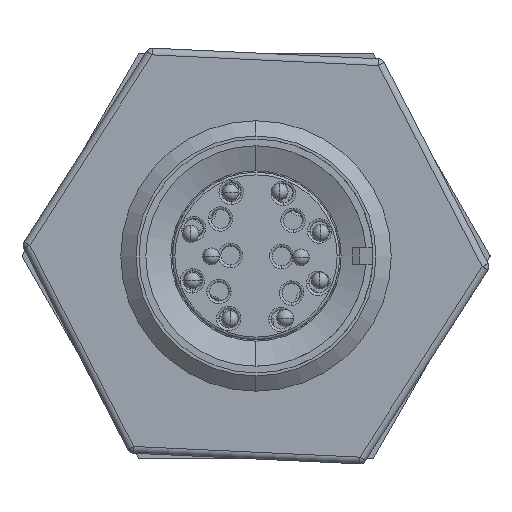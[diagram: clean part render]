
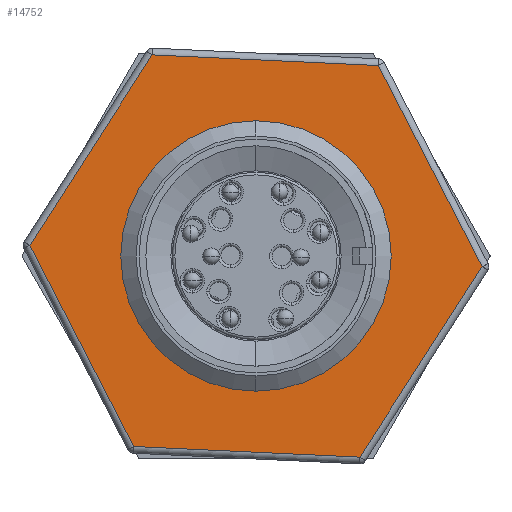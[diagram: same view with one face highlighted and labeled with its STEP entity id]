
A CAD part, left-side view. The second image highlights one B-rep face of the part: STEP entity #14752.
In plain terms, the highlighted planar face has unit normal (-1, 0, 0).
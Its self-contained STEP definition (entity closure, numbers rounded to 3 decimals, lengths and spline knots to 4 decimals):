
#1209 = FACE_OUTER_BOUND ( 'NONE', #3576, .T. ) ;
#1214 = FACE_BOUND ( 'NONE', #3816, .T. ) ;
#2454 = AXIS2_PLACEMENT_3D ( 'NONE', #37132, #37133, #37134 ) ;
#3576 = EDGE_LOOP ( 'NONE', ( #46124, #46125, #46126, #46127, #46128, #46129 ) ) ;
#3816 = EDGE_LOOP ( 'NONE', ( #46122, #46123 ) ) ;
#13137 = AXIS2_PLACEMENT_3D ( 'NONE', #23645, #23646, #23647 ) ;
#14752 = ADVANCED_FACE ( 'NONE', ( #1214, #1209 ), #32148, .T. ) ;
#20835 = LINE ( 'NONE', #36627, #20846 ) ;
#20846 = VECTOR ( 'NONE', #36638, 39.3701 ) ;
#20943 = CIRCLE ( 'NONE', #2454, 0.4743 ) ;
#20999 = LINE ( 'NONE', #37232, #21005 ) ;
#21005 = VECTOR ( 'NONE', #37236, 39.3701 ) ;
#21048 = LINE ( 'NONE', #22522, #21057 ) ;
#21050 = LINE ( 'NONE', #22508, #21061 ) ;
#21057 = VECTOR ( 'NONE', #22532, 39.3701 ) ;
#21061 = VECTOR ( 'NONE', #22536, 39.3701 ) ;
#21270 = LINE ( 'NONE', #22961, #21275 ) ;
#21273 = LINE ( 'NONE', #22975, #21278 ) ;
#21275 = VECTOR ( 'NONE', #22968, 39.3701 ) ;
#21278 = VECTOR ( 'NONE', #22976, 39.3701 ) ;
#22270 = EDGE_CURVE ( 'NONE', #30817, #30127, #20835, .T. ) ;
#22355 = EDGE_CURVE ( 'NONE', #30122, #30360, #20943, .T. ) ;
#22393 = EDGE_CURVE ( 'NONE', #30702, #30817, #20999, .T. ) ;
#22425 = EDGE_CURVE ( 'NONE', #30399, #30702, #21048, .T. ) ;
#22426 = EDGE_CURVE ( 'NONE', #30076, #30399, #21050, .T. ) ;
#22508 = CARTESIAN_POINT ( 'NONE',  ( -1.1034, 0.2715, 0.8523 ) ) ;
#22522 = CARTESIAN_POINT ( 'NONE',  ( -1.1034, -1.6362, 0.3995 ) ) ;
#22532 = DIRECTION ( 'NONE',  ( 0., -0.459, -0.889 ) ) ;
#22536 = DIRECTION ( 'NONE',  ( 0., -0.999, -0.047 ) ) ;
#22568 = EDGE_CURVE ( 'NONE', #30270, #30076, #21270, .T. ) ;
#22570 = EDGE_CURVE ( 'NONE', #30127, #30270, #21273, .T. ) ;
#22961 = CARTESIAN_POINT ( 'NONE',  ( -1.1034, 0.3198, -0.6346 ) ) ;
#22968 = DIRECTION ( 'NONE',  ( 0., -0.54, 0.842 ) ) ;
#22975 = CARTESIAN_POINT ( 'NONE',  ( -1.1034, -0.3478, -0.2656 ) ) ;
#22976 = DIRECTION ( 'NONE',  ( 0., 0.459, 0.889 ) ) ;
#23645 = CARTESIAN_POINT ( 'NONE',  ( -1.1034, -0.992, 0.0669 ) ) ;
#23646 = DIRECTION ( 'NONE',  ( 1., 0., 0. ) ) ;
#23647 = DIRECTION ( 'NONE',  ( 0., 0., -1. ) ) ;
#28498 = CARTESIAN_POINT ( 'NONE',  ( -1.1034, -0.608, 0.8108 ) ) ;
#28541 = CARTESIAN_POINT ( 'NONE',  ( -1.1034, -0.992, -0.4073 ) ) ;
#28548 = CARTESIAN_POINT ( 'NONE',  ( -1.1034, -0.5398, -0.6376 ) ) ;
#30076 = VERTEX_POINT ( 'NONE', #28498 ) ;
#30122 = VERTEX_POINT ( 'NONE', #28541 ) ;
#30127 = VERTEX_POINT ( 'NONE', #28548 ) ;
#30270 = VERTEX_POINT ( 'NONE', #32721 ) ;
#30360 = VERTEX_POINT ( 'NONE', #32768 ) ;
#30399 = VERTEX_POINT ( 'NONE', #32788 ) ;
#30702 = VERTEX_POINT ( 'NONE', #32894 ) ;
#30817 = VERTEX_POINT ( 'NONE', #32924 ) ;
#32145 = CARTESIAN_POINT ( 'NONE',  ( -1.1034, 0.3409, -0.6211 ) ) ;
#32148 = PLANE ( 'NONE',  #39186 ) ;
#32150 = DIRECTION ( 'NONE',  ( -1., 0., 0. ) ) ;
#32151 = DIRECTION ( 'NONE',  ( 0., 0., 1. ) ) ;
#32721 = CARTESIAN_POINT ( 'NONE',  ( -1.1034, -0.1558, 0.1063 ) ) ;
#32768 = CARTESIAN_POINT ( 'NONE',  ( -1.1034, -0.992, 0.5412 ) ) ;
#32788 = CARTESIAN_POINT ( 'NONE',  ( -1.1034, -1.4442, 0.7715 ) ) ;
#32894 = CARTESIAN_POINT ( 'NONE',  ( -1.1034, -1.8283, 0.0276 ) ) ;
#32924 = CARTESIAN_POINT ( 'NONE',  ( -1.1034, -1.376, -0.6769 ) ) ;
#33688 = CIRCLE ( 'NONE', #13137, 0.4743 ) ;
#36491 = EDGE_CURVE ( 'NONE', #30360, #30122, #33688, .T. ) ;
#36627 = CARTESIAN_POINT ( 'NONE',  ( -1.1034, 0.3397, -0.5961 ) ) ;
#36638 = DIRECTION ( 'NONE',  ( 0., 0.999, 0.047 ) ) ;
#37132 = CARTESIAN_POINT ( 'NONE',  ( -1.1034, -0.992, 0.0669 ) ) ;
#37133 = DIRECTION ( 'NONE',  ( 1., 0., 0. ) ) ;
#37134 = DIRECTION ( 'NONE',  ( 0., 0., -1. ) ) ;
#37232 = CARTESIAN_POINT ( 'NONE',  ( -1.1034, -0.9004, -1.4179 ) ) ;
#37236 = DIRECTION ( 'NONE',  ( 0., 0.54, -0.842 ) ) ;
#39186 = AXIS2_PLACEMENT_3D ( 'NONE', #32145, #32150, #32151 ) ;
#46122 = ORIENTED_EDGE ( 'NONE', *, *, #22355, .T. ) ;
#46123 = ORIENTED_EDGE ( 'NONE', *, *, #36491, .T. ) ;
#46124 = ORIENTED_EDGE ( 'NONE', *, *, #22393, .F. ) ;
#46125 = ORIENTED_EDGE ( 'NONE', *, *, #22425, .F. ) ;
#46126 = ORIENTED_EDGE ( 'NONE', *, *, #22426, .F. ) ;
#46127 = ORIENTED_EDGE ( 'NONE', *, *, #22568, .F. ) ;
#46128 = ORIENTED_EDGE ( 'NONE', *, *, #22570, .F. ) ;
#46129 = ORIENTED_EDGE ( 'NONE', *, *, #22270, .F. ) ;
